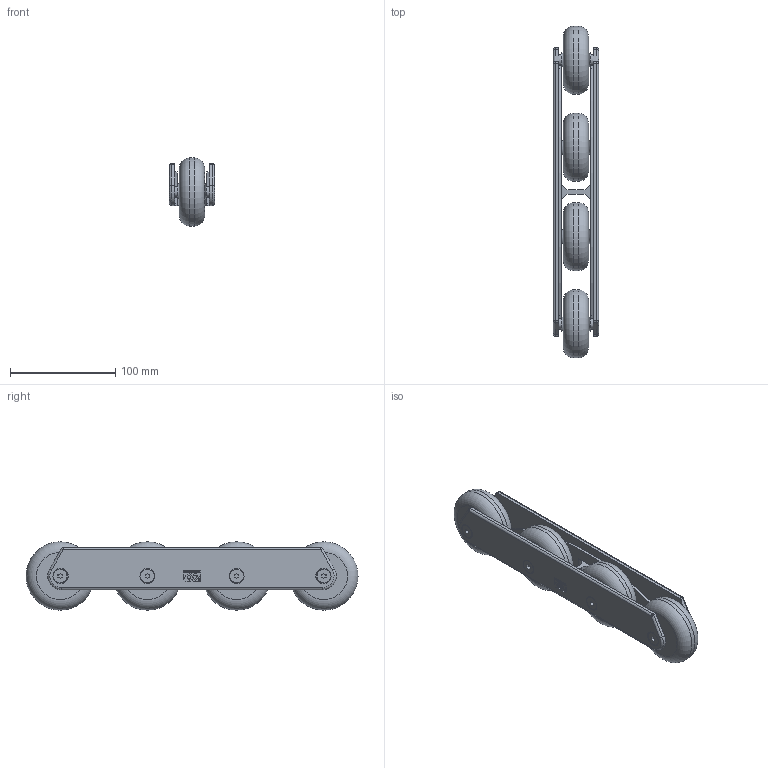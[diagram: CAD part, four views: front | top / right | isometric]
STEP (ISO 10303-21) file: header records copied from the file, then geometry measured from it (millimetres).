
FILE_DESCRIPTION(/* description */ (''),/* implementation_level */ '2;1');
FILE_NAME(/* name */ 'Sample Wall 250mm.step',/* time_stamp */ '2021-10-05T19:53:47-04:00',/* author */ (''),/* organization */ (''),/* preprocessor_version */ 'ST-DEVELOPER v18.1',/* originating_system */ 'Autodesk Translation Framework v10.10.0.1391',/* authorisation */ '');
FILE_SCHEMA (('AUTOMOTIVE_DESIGN { 1 0 10303 214 3 1 1 }'));
Length unit declared in the file: millimetre
Products named in the file (1): Sample Wall 250mm
Bounding box: 43.05 x 316 x 65 mm (x, y, z)
Volume: 419245.7 mm3; surface area: 107181.1 mm2
Topology: 21 solids, 21 shells, 1198 faces, 3138 edges, 2042 vertices
Faces by surface type: cylinder 392, plane 384, bspline 342, torus 64, cone 12, sphere 4
Full cylindrical faces by diameter (mm): 4.744 x12, 5.035 x24, 5.884 x28, 6 x4, 6.147 x12, 7.9 x4, 8.1 x8, 10.1 x12, 10.2 x4, 13.9 x4, 14.2 x2, 15 x8, 65 x4
Entity records: 55099 total; most frequent: CARTESIAN_POINT 28325, ORIENTED_EDGE 6268, DIRECTION 4216, EDGE_CURVE 3134, VERTEX_POINT 2042, LINE 1530, VECTOR 1530, AXIS2_PLACEMENT_3D 1343
